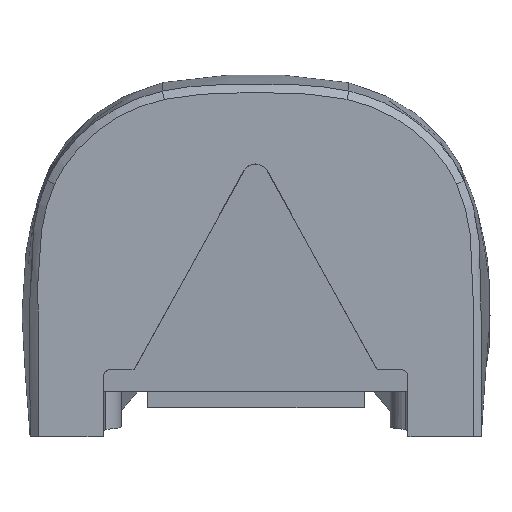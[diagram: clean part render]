
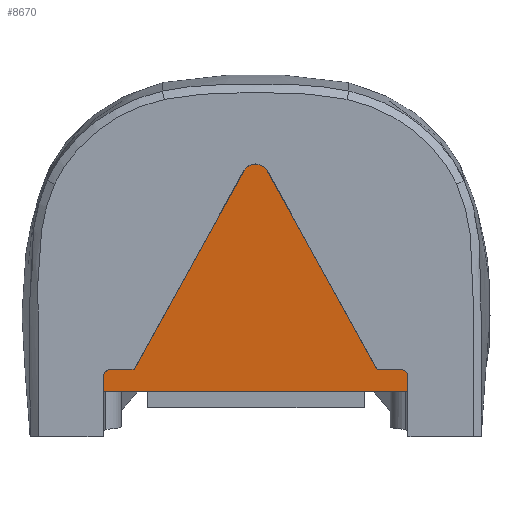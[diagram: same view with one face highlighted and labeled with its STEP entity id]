
A CAD part, front view. The second image highlights one B-rep face of the part: STEP entity #8670.
In plain terms, the highlighted planar face has unit normal (0, -0.996, -0.095).
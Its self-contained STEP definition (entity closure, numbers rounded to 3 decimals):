
#6=DIRECTION('',(0.,0.094,-0.996));
#7=VECTOR('',#6,0.599);
#8=CARTESIAN_POINT('',(5.626,-1.052,0.502));
#9=LINE('',#8,#7);
#227=CARTESIAN_POINT('',(5.326,-1.08,0.801));
#228=CARTESIAN_POINT('',(5.376,-1.08,0.801));
#229=CARTESIAN_POINT('',(5.454,-1.078,0.779));
#230=CARTESIAN_POINT('',(5.542,-1.073,0.718));
#231=CARTESIAN_POINT('',(5.604,-1.064,0.63));
#232=CARTESIAN_POINT('',(5.626,-1.057,0.552));
#233=CARTESIAN_POINT('',(5.626,-1.052,0.502));
#243=DIRECTION('',(-1.,0.,0.));
#244=VECTOR('',#243,11.25);
#245=CARTESIAN_POINT('',(5.626,-0.996,
-0.094));
#246=LINE('',#245,#244);
#259=DIRECTION('',(0.,0.094,-0.996));
#260=VECTOR('',#259,0.599);
#261=CARTESIAN_POINT('',(-5.624,-1.052,
0.502));
#262=LINE('',#261,#260);
#369=CARTESIAN_POINT('',(-5.624,-1.052,
0.502));
#370=CARTESIAN_POINT('',(-5.624,-1.057,
0.552));
#371=CARTESIAN_POINT('',(-5.603,-1.064,
0.63));
#372=CARTESIAN_POINT('',(-5.541,-1.073,
0.718));
#373=CARTESIAN_POINT('',(-5.453,-1.078,
0.779));
#374=CARTESIAN_POINT('',(-5.374,-1.08,
0.801));
#375=CARTESIAN_POINT('',(-5.324,-1.08,
0.801));
#385=DIRECTION('',(-1.,0.,0.));
#386=VECTOR('',#385,0.622);
#387=CARTESIAN_POINT('',(-4.702,-1.08,
0.801));
#388=LINE('',#387,#386);
#430=CARTESIAN_POINT('',(0.641,-1.779,8.162));
#431=CARTESIAN_POINT('',(0.62,-1.783,8.2));
#432=CARTESIAN_POINT('',(0.572,-1.79,8.272));
#433=CARTESIAN_POINT('',(0.482,-1.799,8.367));
#434=CARTESIAN_POINT('',(0.376,-1.806,8.444));
#435=CARTESIAN_POINT('',(0.258,-1.811,8.501));
#436=CARTESIAN_POINT('',(0.132,-1.815,8.537));
#437=CARTESIAN_POINT('',(0.001,-1.816,8.549));
#438=CARTESIAN_POINT('',(-0.13,-1.815,
8.537));
#439=CARTESIAN_POINT('',(-0.257,-1.811,
8.502));
#440=CARTESIAN_POINT('',(-0.375,-1.806,
8.445));
#441=CARTESIAN_POINT('',(-0.481,-1.799,
8.368));
#442=CARTESIAN_POINT('',(-0.572,-1.79,
8.273));
#443=CARTESIAN_POINT('',(-0.62,-1.783,
8.2));
#444=CARTESIAN_POINT('',(-0.641,-1.779,
8.162));
#450=DIRECTION('',(0.481,-0.083,0.873));
#451=VECTOR('',#450,8.436);
#452=CARTESIAN_POINT('',(-4.702,-1.08,
0.801));
#453=LINE('',#452,#451);
#458=DIRECTION('',(0.481,0.083,-0.873));
#459=VECTOR('',#458,8.436);
#460=CARTESIAN_POINT('',(0.641,-1.779,8.162));
#461=LINE('',#460,#459);
#470=DIRECTION('',(-1.,0.,0.));
#471=VECTOR('',#470,0.623);
#472=CARTESIAN_POINT('',(5.326,-1.08,0.801));
#473=LINE('',#472,#471);
#7986=CARTESIAN_POINT('',(5.626,-0.996,
-0.094));
#7988=VERTEX_POINT('',#7986);
#7989=CARTESIAN_POINT('',(5.626,-1.052,
0.502));
#7990=VERTEX_POINT('',#7989);
#7992=CARTESIAN_POINT('',(-5.624,-0.996,
-0.094));
#7994=VERTEX_POINT('',#7992);
#7995=CARTESIAN_POINT('',(-5.624,-1.052,
0.502));
#7996=VERTEX_POINT('',#7995);
#8184=VERTEX_POINT('',#227);
#8185=CARTESIAN_POINT('',(4.702,-1.08,
0.801));
#8186=VERTEX_POINT('',#8185);
#8187=VERTEX_POINT('',#375);
#8188=CARTESIAN_POINT('',(0.641,-1.779,
8.162));
#8189=VERTEX_POINT('',#8188);
#8190=VERTEX_POINT('',#444);
#8191=CARTESIAN_POINT('',(-4.702,-1.08,
0.801));
#8192=VERTEX_POINT('',#8191);
#8646=CARTESIAN_POINT('',(0.,-2.168,
12.264));
#8647=DIRECTION('',(0.,-0.996,-0.094));
#8648=DIRECTION('',(-1.,0.,0.));
#8649=AXIS2_PLACEMENT_3D('',#8646,#8647,#8648);
#8650=PLANE('',#8649);
#8651=ORIENTED_EDGE('',*,*,#8208,.T.);
#8652=ORIENTED_EDGE('',*,*,#8257,.T.);
#8654=ORIENTED_EDGE('',*,*,#8653,.F.);
#8656=ORIENTED_EDGE('',*,*,#8655,.T.);
#8658=ORIENTED_EDGE('',*,*,#8657,.F.);
#8660=ORIENTED_EDGE('',*,*,#8659,.T.);
#8662=ORIENTED_EDGE('',*,*,#8661,.F.);
#8664=ORIENTED_EDGE('',*,*,#8663,.T.);
#8666=ORIENTED_EDGE('',*,*,#8665,.F.);
#8667=ORIENTED_EDGE('',*,*,#8637,.T.);
#8668=EDGE_LOOP('',(#8651,#8652,#8654,#8656,#8658,#8660,#8662,#8664,#8666,
#8667));
#8669=FACE_OUTER_BOUND('',#8668,.F.);
#8670=ADVANCED_FACE('',(#8669),#8650,.T.);
#234=B_SPLINE_CURVE_WITH_KNOTS('',3,(#227,#228,#229,#230,#231,#232,#233),
.UNSPECIFIED.,.F.,.F.,(4,1,1,1,4),(0.,0.25,0.5,0.75,1.),
.UNSPECIFIED.);
#376=B_SPLINE_CURVE_WITH_KNOTS('',3,(#369,#370,#371,#372,#373,#374,#375),
.UNSPECIFIED.,.F.,.F.,(4,1,1,1,4),(0.,0.25,0.5,0.75,1.),
.UNSPECIFIED.);
#445=B_SPLINE_CURVE_WITH_KNOTS('',3,(#430,#431,#432,#433,#434,#435,#436,#437,
#438,#439,#440,#441,#442,#443,#444),.UNSPECIFIED.,.F.,.F.,(4,1,1,1,1,1,1,1,1,1,
1,1,4),(0.,0.083,0.167,0.25,0.333,
0.417,0.5,0.583,0.667,0.75,
0.833,0.917,1.),.UNSPECIFIED.);
#8208=EDGE_CURVE('',#7990,#7988,#9,.T.);
#8257=EDGE_CURVE('',#7988,#7994,#246,.T.);
#8637=EDGE_CURVE('',#8184,#7990,#234,.T.);
#8653=EDGE_CURVE('',#7996,#7994,#262,.T.);
#8655=EDGE_CURVE('',#7996,#8187,#376,.T.);
#8657=EDGE_CURVE('',#8192,#8187,#388,.T.);
#8659=EDGE_CURVE('',#8192,#8190,#453,.T.);
#8661=EDGE_CURVE('',#8189,#8190,#445,.T.);
#8663=EDGE_CURVE('',#8189,#8186,#461,.T.);
#8665=EDGE_CURVE('',#8184,#8186,#473,.T.);
